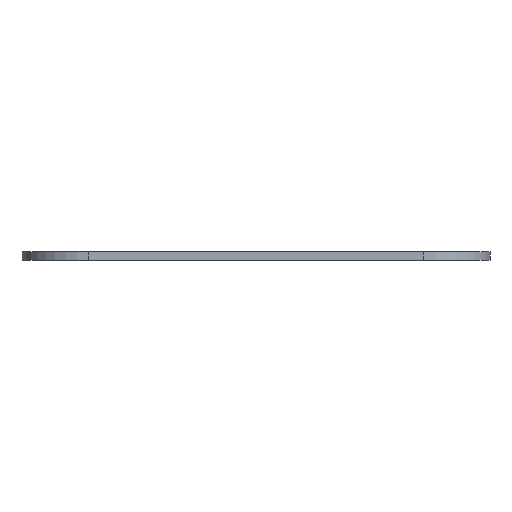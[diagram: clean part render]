
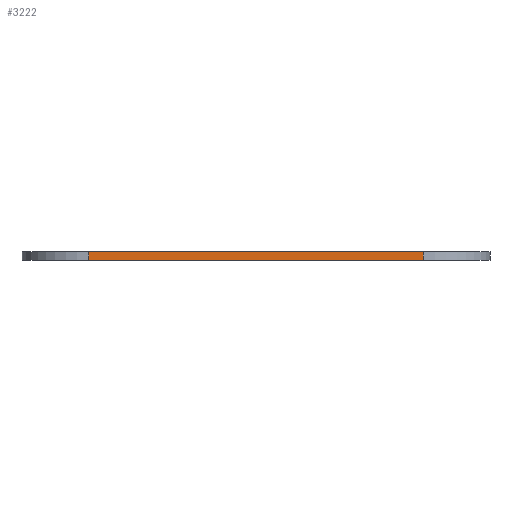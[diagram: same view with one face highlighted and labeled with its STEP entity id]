
A CAD part, left-side view. The second image highlights one B-rep face of the part: STEP entity #3222.
In plain terms, the highlighted planar face has unit normal (-1, 0, 0).
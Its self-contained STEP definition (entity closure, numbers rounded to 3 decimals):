
#26 = CARTESIAN_POINT ( 'NONE',  ( -122.5, 87.5, 3. ) ) ;
#200 = EDGE_CURVE ( 'NONE', #2121, #832, #1351, .T. ) ;
#315 = LINE ( 'NONE', #4728, #830 ) ;
#329 = CARTESIAN_POINT ( 'NONE',  ( -122.5, -62.5, 0. ) ) ;
#412 = LINE ( 'NONE', #26, #1117 ) ;
#472 = VECTOR ( 'NONE', #3196, 1000. ) ;
#500 = DIRECTION ( 'NONE',  ( 0., 1., 0. ) ) ;
#830 = VECTOR ( 'NONE', #3359, 1000. ) ;
#832 = VERTEX_POINT ( 'NONE', #329 ) ;
#1117 = VECTOR ( 'NONE', #3539, 1000. ) ;
#1118 = VECTOR ( 'NONE', #1789, 1000. ) ;
#1151 = CARTESIAN_POINT ( 'NONE',  ( -122.5, -62.5, 3. ) ) ;
#1262 = VERTEX_POINT ( 'NONE', #1151 ) ;
#1351 = LINE ( 'NONE', #4894, #1118 ) ;
#1508 = ORIENTED_EDGE ( 'NONE', *, *, #2254, .T. ) ;
#1789 = DIRECTION ( 'NONE',  ( 0., -1., 0. ) ) ;
#2121 = VERTEX_POINT ( 'NONE', #3264 ) ;
#2254 = EDGE_CURVE ( 'NONE', #3271, #2121, #4447, .T. ) ;
#2561 = EDGE_CURVE ( 'NONE', #3271, #1262, #412, .T. ) ;
#2732 = CARTESIAN_POINT ( 'NONE',  ( -122.5, 62.5, 3. ) ) ;
#2759 = CARTESIAN_POINT ( 'NONE',  ( -122.5, 87.5, 3. ) ) ;
#2768 = ORIENTED_EDGE ( 'NONE', *, *, #2561, .F. ) ;
#3196 = DIRECTION ( 'NONE',  ( 0., 0., -1. ) ) ;
#3222 = ADVANCED_FACE ( 'NONE', ( #4912 ), #4567, .F. ) ;
#3264 = CARTESIAN_POINT ( 'NONE',  ( -122.5, 62.5, 0. ) ) ;
#3271 = VERTEX_POINT ( 'NONE', #3598 ) ;
#3359 = DIRECTION ( 'NONE',  ( 0., 0., 1. ) ) ;
#3539 = DIRECTION ( 'NONE',  ( 0., -1., 0. ) ) ;
#3598 = CARTESIAN_POINT ( 'NONE',  ( -122.5, 62.5, 3. ) ) ;
#3946 = EDGE_LOOP ( 'NONE', ( #5022, #4635, #2768, #1508 ) ) ;
#4447 = LINE ( 'NONE', #2732, #472 ) ;
#4449 = DIRECTION ( 'NONE',  ( 1., 0., 0. ) ) ;
#4543 = AXIS2_PLACEMENT_3D ( 'NONE', #2759, #4449, #500 ) ;
#4567 = PLANE ( 'NONE',  #4543 ) ;
#4635 = ORIENTED_EDGE ( 'NONE', *, *, #5616, .T. ) ;
#4728 = CARTESIAN_POINT ( 'NONE',  ( -122.5, -62.5, 3. ) ) ;
#4894 = CARTESIAN_POINT ( 'NONE',  ( -122.5, 87.5, 0. ) ) ;
#4912 = FACE_OUTER_BOUND ( 'NONE', #3946, .T. ) ;
#5022 = ORIENTED_EDGE ( 'NONE', *, *, #200, .T. ) ;
#5616 = EDGE_CURVE ( 'NONE', #832, #1262, #315, .T. ) ;
